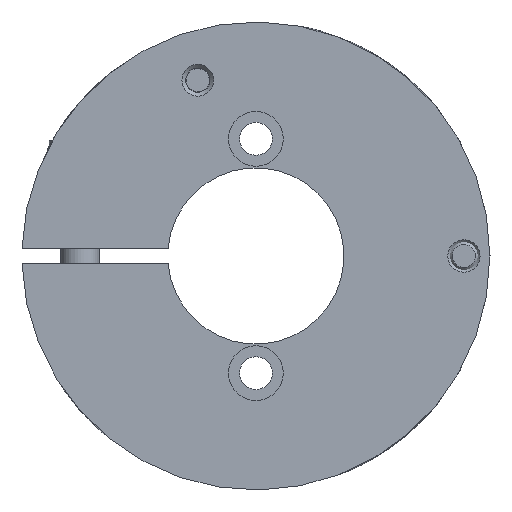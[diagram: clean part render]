
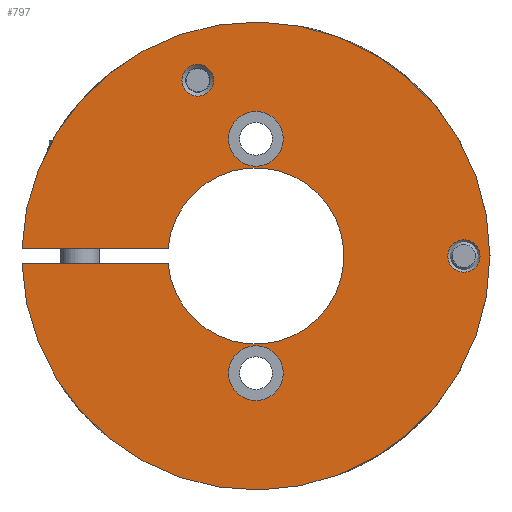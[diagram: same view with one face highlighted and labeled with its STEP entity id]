
A CAD part, left-side view. The second image highlights one B-rep face of the part: STEP entity #797.
In plain terms, the highlighted planar face has unit normal (-1, 0, 0).
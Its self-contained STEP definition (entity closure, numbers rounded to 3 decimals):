
#112=CARTESIAN_POINT('',(0.,-22.555,1.75));
#113=VERTEX_POINT('',#112);
#114=CARTESIAN_POINT('',(0.,-22.555,0.));
#115=DIRECTION('',(1.0,0.0,0.0));
#116=DIRECTION('',(0.0,0.0,1.0));
#117=AXIS2_PLACEMENT_3D('',#114,#115,#116);
#118=CIRCLE('',#117,1.75);
#119=EDGE_CURVE('',#113,#113,#118,.T.);
#244=CARTESIAN_POINT('',(0.,25.35,-0.762));
#245=VERTEX_POINT('',#244);
#263=CARTESIAN_POINT('',(0.,25.35,0.762));
#264=VERTEX_POINT('',#263);
#271=CARTESIAN_POINT('',(0.,0.,0.0));
#272=DIRECTION('',(1.0,0.0,0.0));
#273=DIRECTION('',(0.0,1.0,0.0));
#274=AXIS2_PLACEMENT_3D('',#271,#272,#273);
#275=CIRCLE('',#274,25.362);
#276=EDGE_CURVE('',#264,#245,#275,.T.);
#706=CARTESIAN_POINT('',(0.,6.299,20.771));
#707=VERTEX_POINT('',#706);
#708=CARTESIAN_POINT('',(0.,6.299,19.05));
#709=DIRECTION('',(-1.0,0.0,0.0));
#710=DIRECTION('',(0.0,0.0,-1.0));
#711=AXIS2_PLACEMENT_3D('',#708,#709,#710);
#712=CIRCLE('',#711,1.721);
#713=EDGE_CURVE('',#707,#707,#712,.T.);
#738=CARTESIAN_POINT('',(0.0,12.681,0.0));
#739=DIRECTION('',(-1.0,0.0,0.0));
#740=DIRECTION('',(0.0,0.0,1.0));
#741=AXIS2_PLACEMENT_3D('',#738,#739,#740);
#742=PLANE('',#741);
#743=CARTESIAN_POINT('',(0.0,9.52,-0.762));
#744=VERTEX_POINT('',#743);
#745=CARTESIAN_POINT('',(0.,9.52,-0.762));
#746=DIRECTION('',(0.0,1.0,0.0));
#747=VECTOR('',#746,15.831);
#748=LINE('',#745,#747);
#749=EDGE_CURVE('',#744,#245,#748,.T.);
#750=ORIENTED_EDGE('',*,*,#749,.T.);
#751=ORIENTED_EDGE('',*,*,#276,.F.);
#752=CARTESIAN_POINT('',(0.0,9.52,0.762));
#753=VERTEX_POINT('',#752);
#754=CARTESIAN_POINT('',(0.,25.35,0.762));
#755=DIRECTION('',(0.0,-1.0,0.0));
#756=VECTOR('',#755,15.831);
#757=LINE('',#754,#756);
#758=EDGE_CURVE('',#264,#753,#757,.T.);
#759=ORIENTED_EDGE('',*,*,#758,.T.);
#760=CARTESIAN_POINT('',(0.0,0.0,0.0));
#761=DIRECTION('',(1.0,0.0,0.0));
#762=DIRECTION('',(0.0,-1.0,0.0));
#763=AXIS2_PLACEMENT_3D('',#760,#761,#762);
#764=CIRCLE('',#763,9.55);
#765=EDGE_CURVE('',#753,#744,#764,.T.);
#766=ORIENTED_EDGE('',*,*,#765,.T.);
#767=EDGE_LOOP('',(#750,#751,#759,#766));
#768=FACE_OUTER_BOUND('',#767,.T.);
#769=ORIENTED_EDGE('',*,*,#119,.T.);
#770=EDGE_LOOP('',(#769));
#771=FACE_BOUND('',#770,.T.);
#772=CARTESIAN_POINT('',(0.,0.,-9.728));
#773=VERTEX_POINT('',#772);
#774=CARTESIAN_POINT('',(0.,0.,-12.7));
#775=DIRECTION('',(1.0,0.0,0.0));
#776=DIRECTION('',(0.0,0.0,1.0));
#777=AXIS2_PLACEMENT_3D('',#774,#775,#776);
#778=CIRCLE('',#777,2.972);
#779=EDGE_CURVE('',#773,#773,#778,.T.);
#780=ORIENTED_EDGE('',*,*,#779,.T.);
#781=EDGE_LOOP('',(#780));
#782=FACE_BOUND('',#781,.T.);
#783=CARTESIAN_POINT('',(0.,0.,15.672));
#784=VERTEX_POINT('',#783);
#785=CARTESIAN_POINT('',(0.,0.,12.7));
#786=DIRECTION('',(1.0,0.0,0.0));
#787=DIRECTION('',(0.0,0.0,1.0));
#788=AXIS2_PLACEMENT_3D('',#785,#786,#787);
#789=CIRCLE('',#788,2.972);
#790=EDGE_CURVE('',#784,#784,#789,.T.);
#791=ORIENTED_EDGE('',*,*,#790,.T.);
#792=EDGE_LOOP('',(#791));
#793=FACE_BOUND('',#792,.T.);
#794=ORIENTED_EDGE('',*,*,#713,.F.);
#795=EDGE_LOOP('',(#794));
#796=FACE_BOUND('',#795,.T.);
#797=ADVANCED_FACE('',(#768,#771,#782,#793,#796),#742,.T.);
